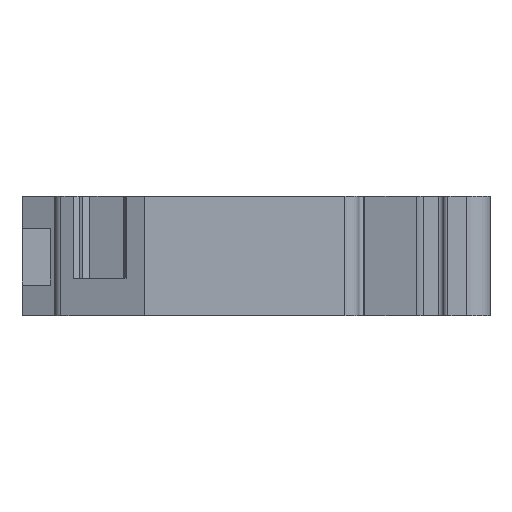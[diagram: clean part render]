
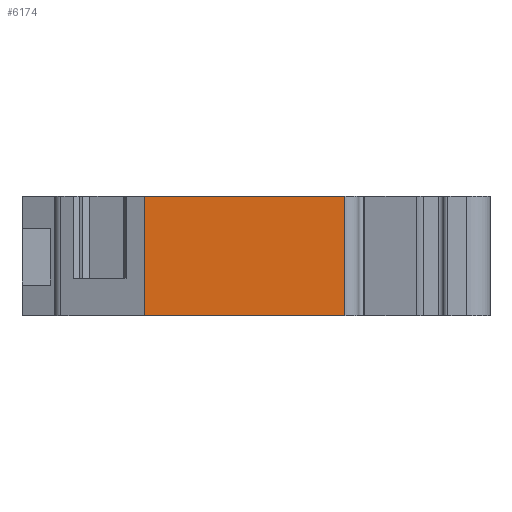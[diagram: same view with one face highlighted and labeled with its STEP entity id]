
A CAD part, left-side view. The second image highlights one B-rep face of the part: STEP entity #6174.
In plain terms, the highlighted planar face has unit normal (-1, 0, 0).
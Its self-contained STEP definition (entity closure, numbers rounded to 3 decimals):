
#209=DIRECTION('',(0.,1.,0.));
#210=VECTOR('',#209,21.384);
#211=CARTESIAN_POINT('',(-35.2,6.7,-10.));
#212=LINE('',#211,#210);
#1498=DIRECTION('',(0.,-1.,0.));
#1499=VECTOR('',#1498,21.384);
#1500=CARTESIAN_POINT('',(-35.2,28.084,2.8));
#1501=LINE('',#1500,#1499);
#2200=DIRECTION('',(0.,0.,-1.));
#2201=VECTOR('',#2200,12.8);
#2202=CARTESIAN_POINT('',(-35.2,6.7,2.8));
#2203=LINE('',#2202,#2201);
#2214=DIRECTION('',(0.,0.,-1.));
#2215=VECTOR('',#2214,12.8);
#2216=CARTESIAN_POINT('',(-35.2,28.084,2.8));
#2217=LINE('',#2216,#2215);
#3698=CARTESIAN_POINT('',(-35.2,6.7,2.8));
#3700=VERTEX_POINT('',#3698);
#3704=CARTESIAN_POINT('',(-35.2,6.7,-10.));
#3705=VERTEX_POINT('',#3704);
#3770=CARTESIAN_POINT('',(-35.2,28.084,-10.));
#3771=VERTEX_POINT('',#3770);
#3772=CARTESIAN_POINT('',(-35.2,28.084,2.8));
#3773=VERTEX_POINT('',#3772);
#6162=CARTESIAN_POINT('',(-35.2,5.2,-10.));
#6163=DIRECTION('',(-1.,0.,0.));
#6164=DIRECTION('',(0.,-1.,0.));
#6165=AXIS2_PLACEMENT_3D('',#6162,#6163,#6164);
#6166=PLANE('',#6165);
#6167=ORIENTED_EDGE('',*,*,#6147,.T.);
#6168=ORIENTED_EDGE('',*,*,#4433,.T.);
#6170=ORIENTED_EDGE('',*,*,#6169,.F.);
#6171=ORIENTED_EDGE('',*,*,#5865,.T.);
#6172=EDGE_LOOP('',(#6167,#6168,#6170,#6171));
#6173=FACE_OUTER_BOUND('',#6172,.F.);
#4433=EDGE_CURVE('',#3705,#3771,#212,.T.);
#5865=EDGE_CURVE('',#3773,#3700,#1501,.T.);
#6147=EDGE_CURVE('',#3700,#3705,#2203,.T.);
#6169=EDGE_CURVE('',#3773,#3771,#2217,.T.);
#6174=ADVANCED_FACE('',(#6173),#6166,.T.);
